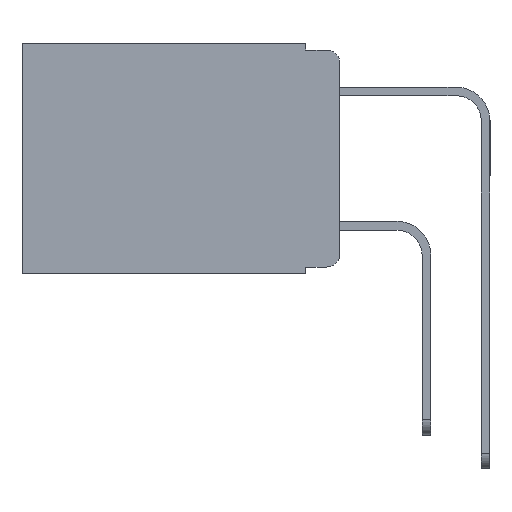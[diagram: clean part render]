
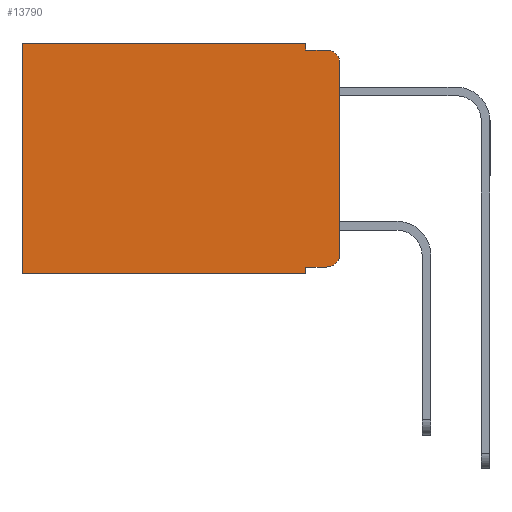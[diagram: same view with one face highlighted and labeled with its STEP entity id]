
A CAD part, left-side view. The second image highlights one B-rep face of the part: STEP entity #13790.
In plain terms, the highlighted planar face has unit normal (-1, 0, 0).
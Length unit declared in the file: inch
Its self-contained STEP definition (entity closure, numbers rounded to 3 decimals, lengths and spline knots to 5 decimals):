
#693 = LINE ( 'NONE', #15307, #16108 ) ;
#1478 = AXIS2_PLACEMENT_3D ( 'NONE', #8997, #19445, #10546 ) ;
#2821 = LINE ( 'NONE', #13704, #18449 ) ;
#2910 = LINE ( 'NONE', #8823, #17605 ) ;
#2939 = ORIENTED_EDGE ( 'NONE', *, *, #10369, .T. ) ;
#3172 = EDGE_CURVE ( 'NONE', #17125, #10569, #12303, .T. ) ;
#4019 = DIRECTION ( 'NONE',  ( 0., 0., -1. ) ) ;
#4090 = CARTESIAN_POINT ( 'NONE',  ( 0.298, 0., -0.03 ) ) ;
#4119 = CARTESIAN_POINT ( 'NONE',  ( 0.298, 0.051, 0. ) ) ;
#4159 = LINE ( 'NONE', #6581, #11832 ) ;
#4283 = VECTOR ( 'NONE', #4019, 39.37008 ) ;
#4389 = CARTESIAN_POINT ( 'NONE',  ( 0.298, 0.051, -0.01 ) ) ;
#5114 = CARTESIAN_POINT ( 'NONE',  ( 0.298, 0., -0.313 ) ) ;
#5123 = PLANE ( 'NONE',  #7224 ) ;
#5204 = ORIENTED_EDGE ( 'NONE', *, *, #12454, .F. ) ;
#5350 = VERTEX_POINT ( 'NONE', #6445 ) ;
#5835 = VECTOR ( 'NONE', #7162, 39.37008 ) ;
#6163 = ORIENTED_EDGE ( 'NONE', *, *, #12713, .F. ) ;
#6445 = CARTESIAN_POINT ( 'NONE',  ( 0.298, 0.051, -0.343 ) ) ;
#6581 = CARTESIAN_POINT ( 'NONE',  ( 0.298, 0.051, 0. ) ) ;
#6824 = ORIENTED_EDGE ( 'NONE', *, *, #8316, .F. ) ;
#7162 = DIRECTION ( 'NONE',  ( 0., -1., 0. ) ) ;
#7196 = EDGE_CURVE ( 'NONE', #10250, #10322, #12923, .T. ) ;
#7224 = AXIS2_PLACEMENT_3D ( 'NONE', #11172, #8174, #18670 ) ;
#7267 = DIRECTION ( 'NONE',  ( 0., 1., 0. ) ) ;
#7311 = EDGE_CURVE ( 'NONE', #19659, #17125, #2821, .T. ) ;
#7504 = CARTESIAN_POINT ( 'NONE',  ( 0.298, 0.02, -0.333 ) ) ;
#8095 = DIRECTION ( 'NONE',  ( 0., 0., -1. ) ) ;
#8174 = DIRECTION ( 'NONE',  ( 1., 0., 0. ) ) ;
#8309 = VERTEX_POINT ( 'NONE', #11664 ) ;
#8316 = EDGE_CURVE ( 'NONE', #19659, #5350, #8348, .T. ) ;
#8348 = LINE ( 'NONE', #13193, #4283 ) ;
#8710 = CARTESIAN_POINT ( 'NONE',  ( 0.298, 0., -0.343 ) ) ;
#8757 = VERTEX_POINT ( 'NONE', #18710 ) ;
#8823 = CARTESIAN_POINT ( 'NONE',  ( 0.298, 0., 0. ) ) ;
#8997 = CARTESIAN_POINT ( 'NONE',  ( 0.298, 0.02, -0.03 ) ) ;
#9246 = LINE ( 'NONE', #9729, #16779 ) ;
#9729 = CARTESIAN_POINT ( 'NONE',  ( 0.298, 0., 0. ) ) ;
#9915 = ORIENTED_EDGE ( 'NONE', *, *, #7311, .T. ) ;
#10250 = VERTEX_POINT ( 'NONE', #4090 ) ;
#10322 = VERTEX_POINT ( 'NONE', #19535 ) ;
#10369 = EDGE_CURVE ( 'NONE', #8309, #8757, #693, .T. ) ;
#10546 = DIRECTION ( 'NONE',  ( 0., 0., -1. ) ) ;
#10569 = VERTEX_POINT ( 'NONE', #5114 ) ;
#11172 = CARTESIAN_POINT ( 'NONE',  ( 0.298, 0., 0. ) ) ;
#11244 = DIRECTION ( 'NONE',  ( 0., 1., 0. ) ) ;
#11385 = VERTEX_POINT ( 'NONE', #4119 ) ;
#11664 = CARTESIAN_POINT ( 'NONE',  ( 0.298, 0.473, 0. ) ) ;
#11832 = VECTOR ( 'NONE', #8095, 39.37008 ) ;
#11933 = DIRECTION ( 'NONE',  ( 0., 0., -1. ) ) ;
#12077 = ORIENTED_EDGE ( 'NONE', *, *, #3172, .T. ) ;
#12100 = ORIENTED_EDGE ( 'NONE', *, *, #16882, .T. ) ;
#12303 = CIRCLE ( 'NONE', #19025, 0.02 ) ;
#12454 = EDGE_CURVE ( 'NONE', #11385, #19149, #4159, .T. ) ;
#12713 = EDGE_CURVE ( 'NONE', #19149, #10322, #17376, .T. ) ;
#12923 = CIRCLE ( 'NONE', #1478, 0.02 ) ;
#13193 = CARTESIAN_POINT ( 'NONE',  ( 0.298, 0.051, 0. ) ) ;
#13306 = CARTESIAN_POINT ( 'NONE',  ( 0.298, 0.051, -0.01 ) ) ;
#13704 = CARTESIAN_POINT ( 'NONE',  ( 0.298, 0.051, -0.333 ) ) ;
#13790 = ADVANCED_FACE ( 'NONE', ( #15088 ), #5123, .F. ) ;
#13792 = VECTOR ( 'NONE', #7267, 39.37008 ) ;
#14865 = CARTESIAN_POINT ( 'NONE',  ( 0.298, 0.051, -0.333 ) ) ;
#15088 = FACE_OUTER_BOUND ( 'NONE', #17715, .T. ) ;
#15307 = CARTESIAN_POINT ( 'NONE',  ( 0.298, 0.473, 0. ) ) ;
#16108 = VECTOR ( 'NONE', #18211, 39.37008 ) ;
#16499 = EDGE_CURVE ( 'NONE', #5350, #8757, #16791, .T. ) ;
#16556 = ORIENTED_EDGE ( 'NONE', *, *, #17051, .F. ) ;
#16779 = VECTOR ( 'NONE', #11244, 39.37008 ) ;
#16791 = LINE ( 'NONE', #8710, #13792 ) ;
#16882 = EDGE_CURVE ( 'NONE', #11385, #8309, #9246, .T. ) ;
#17051 = EDGE_CURVE ( 'NONE', #10250, #10569, #2910, .T. ) ;
#17125 = VERTEX_POINT ( 'NONE', #7504 ) ;
#17376 = LINE ( 'NONE', #13306, #5835 ) ;
#17605 = VECTOR ( 'NONE', #11933, 39.37008 ) ;
#17715 = EDGE_LOOP ( 'NONE', ( #16556, #19509, #6163, #5204, #12100, #2939, #17841, #6824, #9915, #12077 ) ) ;
#17841 = ORIENTED_EDGE ( 'NONE', *, *, #16499, .F. ) ;
#18211 = DIRECTION ( 'NONE',  ( 0., 0., -1. ) ) ;
#18449 = VECTOR ( 'NONE', #19633, 39.37008 ) ;
#18670 = DIRECTION ( 'NONE',  ( 0., 0., -1. ) ) ;
#18710 = CARTESIAN_POINT ( 'NONE',  ( 0.298, 0.473, -0.343 ) ) ;
#18910 = CARTESIAN_POINT ( 'NONE',  ( 0.298, 0.02, -0.313 ) ) ;
#18953 = DIRECTION ( 'NONE',  ( -1., 0., 0. ) ) ;
#19025 = AXIS2_PLACEMENT_3D ( 'NONE', #18910, #18953, #19089 ) ;
#19089 = DIRECTION ( 'NONE',  ( 0., 0., -1. ) ) ;
#19149 = VERTEX_POINT ( 'NONE', #4389 ) ;
#19445 = DIRECTION ( 'NONE',  ( -1., 0., 0. ) ) ;
#19509 = ORIENTED_EDGE ( 'NONE', *, *, #7196, .T. ) ;
#19535 = CARTESIAN_POINT ( 'NONE',  ( 0.298, 0.02, -0.01 ) ) ;
#19633 = DIRECTION ( 'NONE',  ( 0., -1., 0. ) ) ;
#19659 = VERTEX_POINT ( 'NONE', #14865 ) ;
